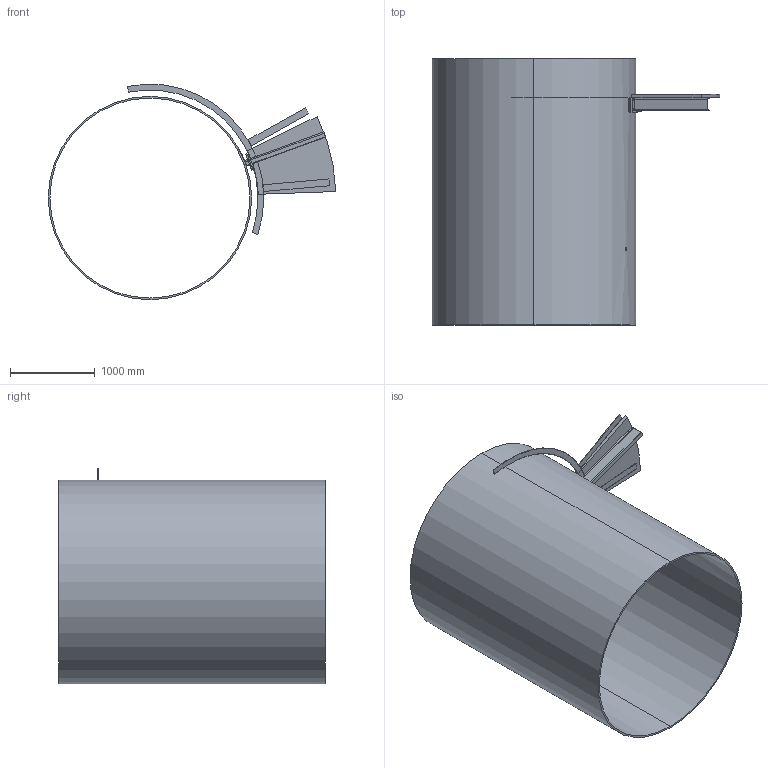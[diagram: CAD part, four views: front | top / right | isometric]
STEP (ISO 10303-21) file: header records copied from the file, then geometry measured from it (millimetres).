
FILE_DESCRIPTION(('CoCreate Modeling STEP Export'),'2;1');
FILE_NAME('detail.stp','2008-07-11T13:36:14',(''),(''),'CoCreate Modeling STEP processor for AP214 (Solid Model)','CoCreate Modeling 17.00P0623 23-Jun-2008 (C) Parametric Technology GmbH','');
FILE_SCHEMA(('AUTOMOTIVE_DESIGN { 1 0 10303 214 1 1 1 1 }'));
Length unit declared in the file: millimetre
Products named in the file (30): p1; 5093026; p1.stp; 5093096.2; p10.stp; 5093086; p2.stp; 5093085.2; p3.stp; 5093042.7; p4.stp; 5093041.8; p5.stp; p6.stp; 5093087; p7.stp; 5093113; p8.stp; 5093096.1; p9.st.stp
Assembly tree (19 placements, depth 3):
  p1
  p1.stp
    5093026
  p10.stp
    5093096.2
      5093096.2
  p2.stp
    5093086
      5093086
  p3.stp
    5093085.2
      5093085.2
Bounding box: 3392.66 x 3140 x 2542.81 mm (x, y, z)
Volume: 502202673.3 mm3; surface area: 50606529.9 mm2
Topology: 10 solids, 10 shells, 118 faces, 294 edges, 196 vertices
Faces by surface type: plane 66, cylinder 52
Entity records: 4311 total; most frequent: CARTESIAN_POINT 895, ORIENTED_EDGE 588, DIRECTION 564, EDGE_CURVE 294, VERTEX_POINT 196, AXIS2_PLACEMENT_3D 193, VECTOR 178, LINE 178
